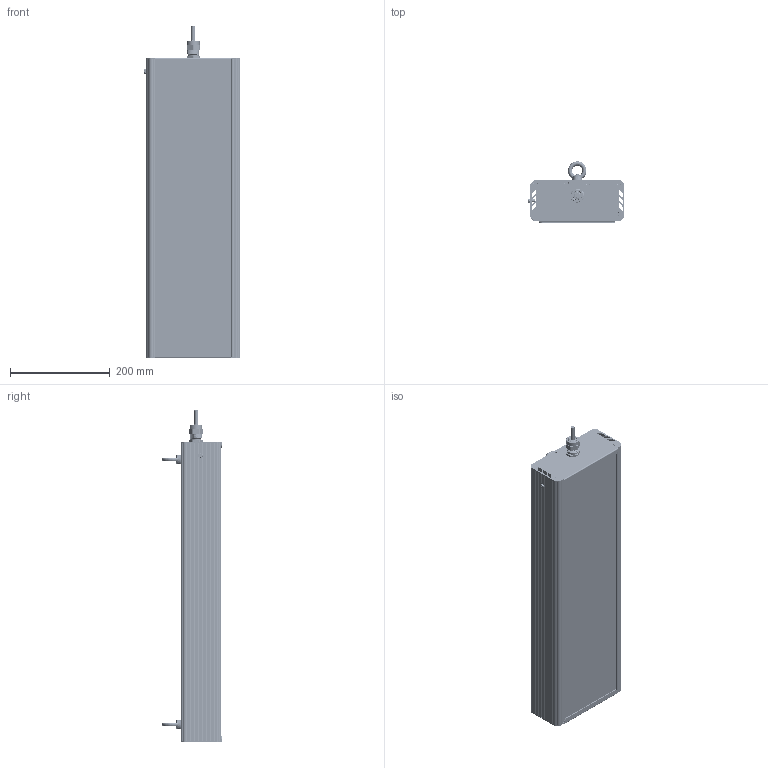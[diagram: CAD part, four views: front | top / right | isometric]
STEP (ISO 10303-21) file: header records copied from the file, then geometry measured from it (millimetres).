
FILE_DESCRIPTION(('STEP AP214'), '1');
FILE_NAME('001.0096.31.000 - ÃÑÏ-Ýêñòðà-Îïòèê-2Åõ-120', '', ('UNSPECIFIED'), ('UNSPECIFIED'), 'C3D Converter', 'C3D Toolkit', '');
FILE_SCHEMA(('AUTOMOTIVE_DESIGN { 1 0 10303 214 3 1 1}'));
Length unit declared in the file: millimetre
Products named in the file (29): 001.0096.31.000; 001.0065.02.000
Assembly tree (62 placements, depth 4):
  001.0096.31.000
    (unnamed)
      (unnamed)
      (unnamed)
      (unnamed)
      (unnamed)
      (unnamed)
      (unnamed)
      (unnamed)
      (unnamed)  x6
      (unnamed)  x6
      (unnamed)
      (unnamed)
      (unnamed)  x12
        (unnamed)
        (unnamed)
        (unnamed)
        (unnamed)
        (unnamed)
        (unnamed)
        (unnamed)
        (unnamed)
        (unnamed)
        (unnamed)
      (unnamed)
        (unnamed)
    001.0065.02.000  x2
      (unnamed)
      (unnamed)
Bounding box: 192.43 x 121.59 x 664 mm (x, y, z)
Volume: 2005324 mm3; surface area: 1487344.4 mm2
Topology: 423 solids, 423 shells, 5573 faces, 12431 edges, 8280 vertices
Faces by surface type: plane 4042, cylinder 1220, bspline 203, cone 91, sphere 12, torus 5
Full cylindrical faces by diameter (mm): 1 x12, 2 x24, 2.5 x48, 2.8 x300, 3.2 x12, 3.5 x72, 4 x13, 5 x2, 6 x3, 7 x2, 8 x12, 9 x156, 10 x1, 12.5 x1, 13 x1, 16 x1, 17 x1, 18 x1, 18.5 x1, 19 x1, 20 x1, 21.5 x1, 22 x2, 25.5 x1
Entity records: 82225 total; most frequent: CARTESIAN_POINT 44003, DIRECTION 6668, ORIENTED_EDGE 5678, EDGE_CURVE 2839, AXIS2_PLACEMENT_3D 2380, VERTEX_POINT 1971, LINE 1908, VECTOR 1908
